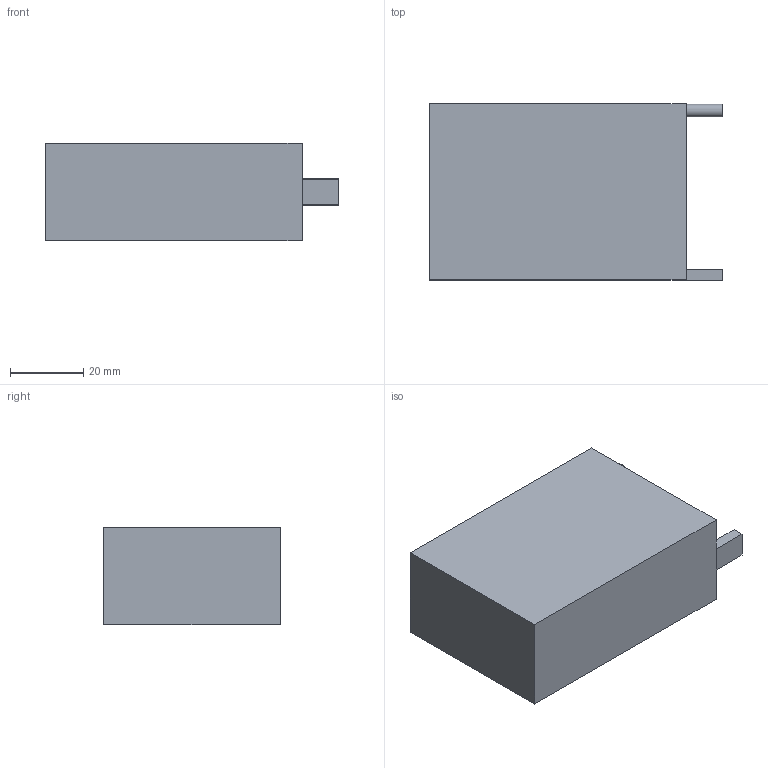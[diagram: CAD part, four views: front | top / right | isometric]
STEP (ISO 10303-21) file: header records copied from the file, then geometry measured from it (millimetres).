
FILE_DESCRIPTION(('FreeCAD Model'),'2;1');
FILE_NAME('battery.step', '2014-03-18T06:43:23',('FreeCAD'),('FreeCAD'), 'Open CASCADE STEP processor 6.7','FreeCAD','Unknown');
FILE_SCHEMA(('AUTOMOTIVE_DESIGN_CC2 { 1 2 10303 214 -1 1 5 4 }'));
Length unit declared in the file: millimetre
Products named in the file (1): Pad002
Bounding box: 80 x 48 x 26.5 mm (x, y, z)
Volume: 89442.4 mm3; surface area: 13393.9 mm2
Topology: 1 solids, 1 shells, 15 faces, 31 edges, 20 vertices
Faces by surface type: plane 13, cylinder 2
Full cylindrical faces by diameter (mm): 3.5 x2
Entity records: 823 total; most frequent: CARTESIAN_POINT 141, DIRECTION 127, LINE 85, VECTOR 85, ORIENTED_EDGE 62, PCURVE 62, DEFINITIONAL_REPRESENTATION 62, EDGE_CURVE 31
